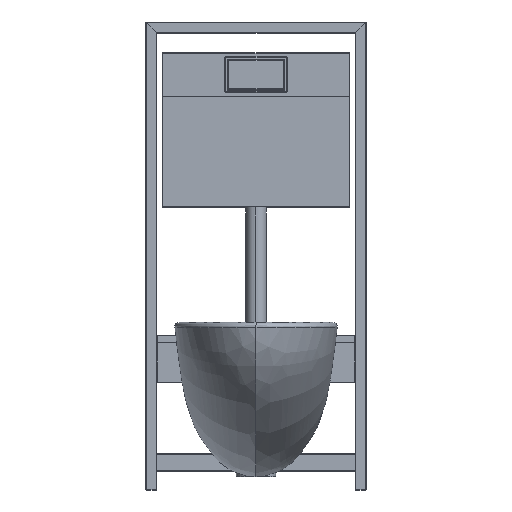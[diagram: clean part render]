
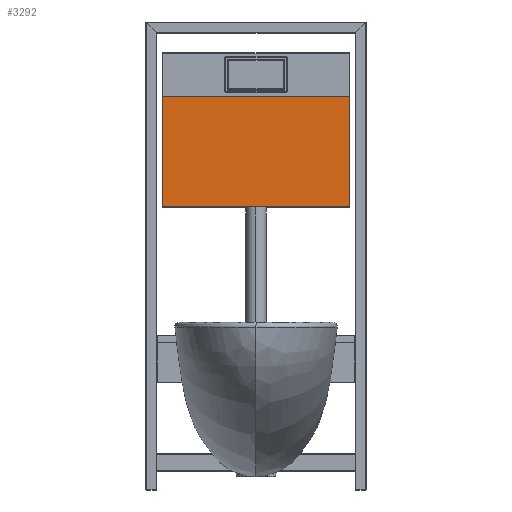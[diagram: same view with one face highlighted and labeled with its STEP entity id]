
A CAD part, top view. The second image highlights one B-rep face of the part: STEP entity #3292.
In plain terms, the highlighted free-form (B-spline) face has degree [1, 1] with [2, 2] control points.
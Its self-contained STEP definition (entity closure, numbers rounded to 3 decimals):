
#3185 = VERTEX_POINT('',#3186);
#3186 = CARTESIAN_POINT('',(308.747,1016.245,
    29.041));
#3193 = EDGE_CURVE('',#3185,#3194,#3196,.T.);
#3194 = VERTEX_POINT('',#3195);
#3195 = CARTESIAN_POINT('',(-308.747,1016.245,
    29.041));
#3196 = B_SPLINE_CURVE_WITH_KNOTS('',1,(#3197,#3198),.UNSPECIFIED.,.F.,
  .F.,(2,2),(-425.258,0.),.PIECEWISE_BEZIER_KNOTS.);
#3197 = CARTESIAN_POINT('',(308.747,1016.245,
    29.041));
#3198 = CARTESIAN_POINT('',(-308.747,1016.245,
    29.041));
#3221 = VERTEX_POINT('',#3222);
#3222 = CARTESIAN_POINT('',(308.747,1379.257,
    29.041));
#3229 = EDGE_CURVE('',#3221,#3185,#3230,.T.);
#3230 = B_SPLINE_CURVE_WITH_KNOTS('',1,(#3231,#3232),.UNSPECIFIED.,.F.,
  .F.,(2,2),(-250.,0.),.PIECEWISE_BEZIER_KNOTS.);
#3231 = CARTESIAN_POINT('',(308.747,1379.257,
    29.041));
#3232 = CARTESIAN_POINT('',(308.747,1016.245,
    29.041));
#3248 = EDGE_CURVE('',#3221,#3249,#3251,.T.);
#3249 = VERTEX_POINT('',#3250);
#3250 = CARTESIAN_POINT('',(-308.747,1379.257,
    29.041));
#3251 = B_SPLINE_CURVE_WITH_KNOTS('',1,(#3252,#3253),.UNSPECIFIED.,.F.,
  .F.,(2,2),(-425.258,0.),.PIECEWISE_BEZIER_KNOTS.);
#3252 = CARTESIAN_POINT('',(308.747,1379.257,
    29.041));
#3253 = CARTESIAN_POINT('',(-308.747,1379.257,
    29.041));
#3276 = EDGE_CURVE('',#3249,#3194,#3277,.T.);
#3277 = B_SPLINE_CURVE_WITH_KNOTS('',1,(#3278,#3279),.UNSPECIFIED.,.F.,
  .F.,(2,2),(-250.,0.),.PIECEWISE_BEZIER_KNOTS.);
#3278 = CARTESIAN_POINT('',(-308.747,1379.257,
    29.041));
#3279 = CARTESIAN_POINT('',(-308.747,1016.245,
    29.041));
#3292 = ADVANCED_FACE('',(#3293),#3299,.F.);
#3293 = FACE_BOUND('',#3294,.T.);
#3294 = EDGE_LOOP('',(#3295,#3296,#3297,#3298));
#3295 = ORIENTED_EDGE('',*,*,#3229,.F.);
#3296 = ORIENTED_EDGE('',*,*,#3248,.T.);
#3297 = ORIENTED_EDGE('',*,*,#3276,.T.);
#3298 = ORIENTED_EDGE('',*,*,#3193,.F.);
#3299 = B_SPLINE_SURFACE_WITH_KNOTS('',1,1,(
    (#3300,#3301)
    ,(#3302,#3303
    )),.UNSPECIFIED.,.F.,.F.,.F.,(2,2),(2,2),(35.87,
    461.128),(643.24,893.24),
  .PIECEWISE_BEZIER_KNOTS.);
#3300 = CARTESIAN_POINT('',(308.747,1016.245,
    29.041));
#3301 = CARTESIAN_POINT('',(308.747,1379.257,
    29.041));
#3302 = CARTESIAN_POINT('',(-308.747,1016.245,
    29.041));
#3303 = CARTESIAN_POINT('',(-308.747,1379.257,
    29.041));
